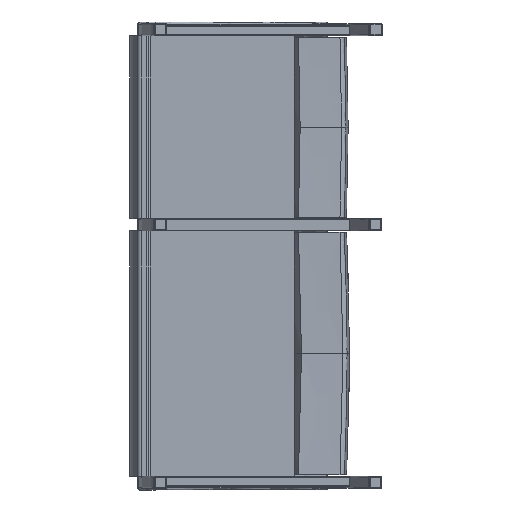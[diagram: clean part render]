
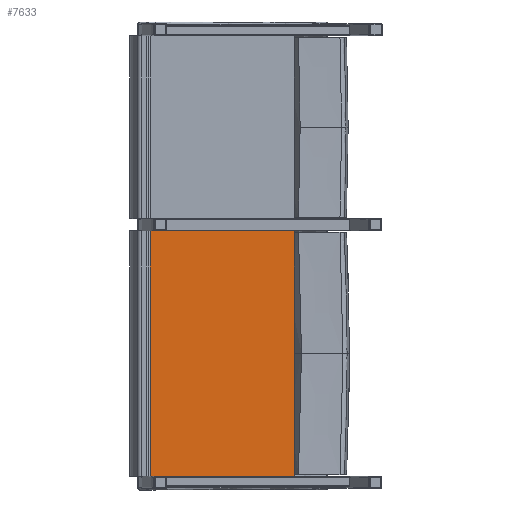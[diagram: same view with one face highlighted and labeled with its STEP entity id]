
A CAD part, front view. The second image highlights one B-rep face of the part: STEP entity #7633.
In plain terms, the highlighted planar face has unit normal (0, -1, 0).
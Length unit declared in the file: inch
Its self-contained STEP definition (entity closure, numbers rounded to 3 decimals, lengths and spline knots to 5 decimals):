
#483=LINE('',#12203,#945);
#487=LINE('',#12222,#949);
#491=LINE('',#12237,#953);
#492=LINE('',#12238,#954);
#945=VECTOR('',#8833,17.59422);
#949=VECTOR('',#8851,30.);
#953=VECTOR('',#8869,17.59422);
#954=VECTOR('',#8870,30.);
#1407=PLANE('',#8063);
#1597=FACE_OUTER_BOUND('',#2044,.T.);
#2044=EDGE_LOOP('',(#5398,#5399,#5400,#5401));
#3307=VERTEX_POINT('',#12200);
#3308=VERTEX_POINT('',#12202);
#3316=VERTEX_POINT('',#12220);
#3320=VERTEX_POINT('',#12236);
#4109=EDGE_CURVE('',#3307,#3308,#483,.T.);
#4119=EDGE_CURVE('',#3307,#3316,#487,.T.);
#4126=EDGE_CURVE('',#3320,#3316,#491,.T.);
#4127=EDGE_CURVE('',#3308,#3320,#492,.T.);
#5398=ORIENTED_EDGE('',*,*,#4109,.F.);
#5399=ORIENTED_EDGE('',*,*,#4119,.T.);
#5400=ORIENTED_EDGE('',*,*,#4126,.F.);
#5401=ORIENTED_EDGE('',*,*,#4127,.F.);
#7633=ADVANCED_FACE('',(#1597),#1407,.T.);
#8063=AXIS2_PLACEMENT_3D('',#12235,#8867,#8868);
#8833=DIRECTION('',(-1.,0.,0.));
#8851=DIRECTION('',(0.,0.,1.));
#8867=DIRECTION('center_axis',(0.,-1.,0.));
#8868=DIRECTION('ref_axis',(1.,0.,0.));
#8869=DIRECTION('',(1.,0.,0.));
#8870=DIRECTION('',(0.,0.,1.));
#12200=CARTESIAN_POINT('',(5.73372,-1.86655,0.));
#12202=CARTESIAN_POINT('',(-11.8605,-1.86655,0.));
#12203=CARTESIAN_POINT('',(5.73372,-1.86655,0.));
#12220=CARTESIAN_POINT('',(5.73372,-1.86655,30.));
#12222=CARTESIAN_POINT('',(5.73372,-1.86655,0.));
#12235=CARTESIAN_POINT('Origin',(-11.8605,-1.86655,0.));
#12236=CARTESIAN_POINT('',(-11.8605,-1.86655,30.));
#12237=CARTESIAN_POINT('',(4.31556,-1.86655,30.));
#12238=CARTESIAN_POINT('',(-11.8605,-1.86655,0.));
